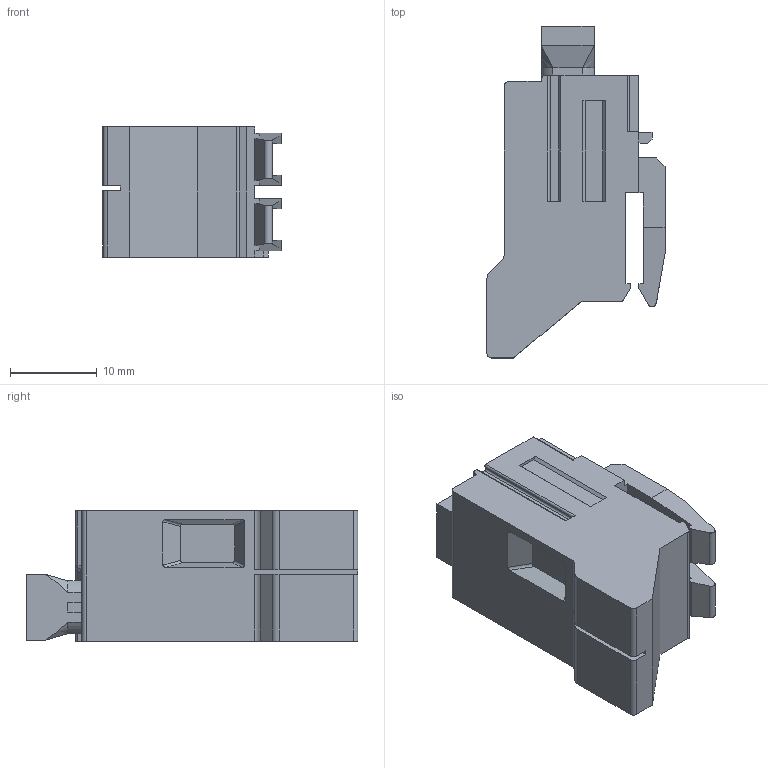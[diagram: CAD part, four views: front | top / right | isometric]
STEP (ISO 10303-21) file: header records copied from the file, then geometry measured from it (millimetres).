
FILE_DESCRIPTION((''),'2;1');
FILE_NAME('TK40SI_STEP','2012-02-15T',('Stollb'),(''),'PRO/ENGINEER BY PARAMETRIC TECHNOLOGY CORPORATION, 2007390','PRO/ENGINEER BY PARAMETRIC TECHNOLOGY CORPORATION, 2007390','');
FILE_SCHEMA(('CONFIG_CONTROL_DESIGN'));
Length unit declared in the file: millimetre
Products named in the file (1): TK40SI_STEP
Bounding box: 20.5 x 38.2 x 15 mm (x, y, z)
Volume: 6804 mm3; surface area: 3219.1 mm2
Topology: 1 solids, 1 shells, 178 faces, 497 edges, 328 vertices
Faces by surface type: plane 134, cylinder 37, cone 4, bspline 3
Entity records: 5840 total; most frequent: CARTESIAN_POINT 1238, ORIENTED_EDGE 994, DIRECTION 874, EDGE_CURVE 497, VECTOR 412, LINE 412, VERTEX_POINT 328, AXIS2_PLACEMENT_3D 231
